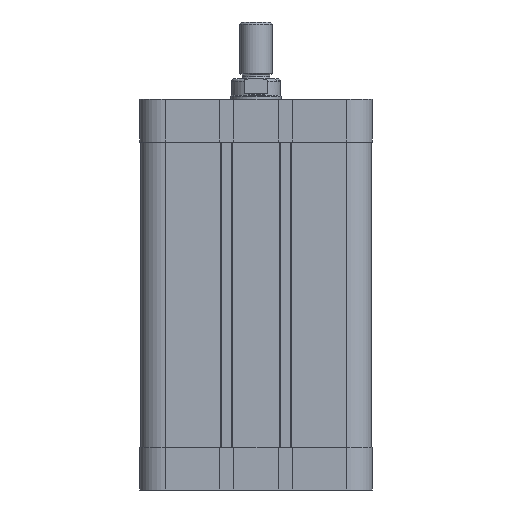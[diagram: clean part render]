
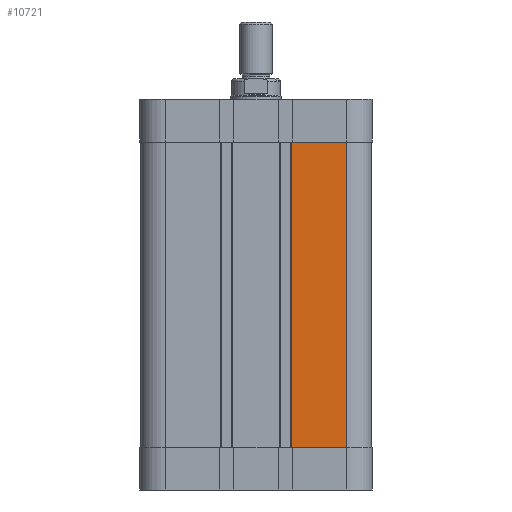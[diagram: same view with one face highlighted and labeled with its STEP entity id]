
A CAD part, front view. The second image highlights one B-rep face of the part: STEP entity #10721.
In plain terms, the highlighted planar face has unit normal (0, -1, 0).
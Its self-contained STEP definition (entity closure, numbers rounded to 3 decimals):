
#594=LINE('',#18487,#1376);
#684=LINE('',#18893,#1466);
#810=LINE('',#19259,#1592);
#811=LINE('',#19261,#1593);
#1376=VECTOR('',#13844,27.15);
#1466=VECTOR('',#14162,27.15);
#1592=VECTOR('',#14586,150.);
#1593=VECTOR('',#14589,150.);
#2014=PLANE('',#11817);
#3346=FACE_OUTER_BOUND('',#4201,.T.);
#4201=EDGE_LOOP('',(#9488,#9489,#9490,#9491));
#5218=VERTEX_POINT('',#18484);
#5219=VERTEX_POINT('',#18486);
#5420=VERTEX_POINT('',#18890);
#5421=VERTEX_POINT('',#18892);
#6501=EDGE_CURVE('',#5218,#5219,#594,.T.);
#6703=EDGE_CURVE('',#5421,#5420,#684,.T.);
#6885=EDGE_CURVE('',#5218,#5421,#810,.T.);
#6886=EDGE_CURVE('',#5219,#5420,#811,.T.);
#9488=ORIENTED_EDGE('',*,*,#6703,.T.);
#9489=ORIENTED_EDGE('',*,*,#6886,.F.);
#9490=ORIENTED_EDGE('',*,*,#6501,.F.);
#9491=ORIENTED_EDGE('',*,*,#6885,.T.);
#10721=ADVANCED_FACE('',(#3346),#2014,.T.);
#11817=AXIS2_PLACEMENT_3D('',#19260,#14587,#14588);
#13844=DIRECTION('',(-1.,0.,0.));
#14162=DIRECTION('',(-1.,0.,0.));
#14586=DIRECTION('',(0.,0.,1.));
#14587=DIRECTION('center_axis',(0.,-1.,0.));
#14588=DIRECTION('ref_axis',(0.,0.,-1.));
#14589=DIRECTION('',(0.,0.,1.));
#18484=CARTESIAN_POINT('',(44.5,-56.75,21.));
#18486=CARTESIAN_POINT('',(17.35,-56.75,21.));
#18487=CARTESIAN_POINT('',(44.5,-56.75,21.));
#18890=CARTESIAN_POINT('',(17.35,-56.75,171.));
#18892=CARTESIAN_POINT('',(44.5,-56.75,171.));
#18893=CARTESIAN_POINT('',(44.5,-56.75,171.));
#19259=CARTESIAN_POINT('',(44.5,-56.75,21.));
#19260=CARTESIAN_POINT('Origin',(44.5,-56.75,21.));
#19261=CARTESIAN_POINT('',(17.35,-56.75,21.));
